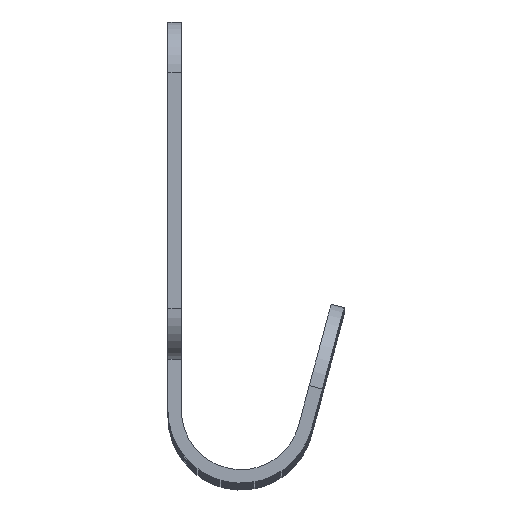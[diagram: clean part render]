
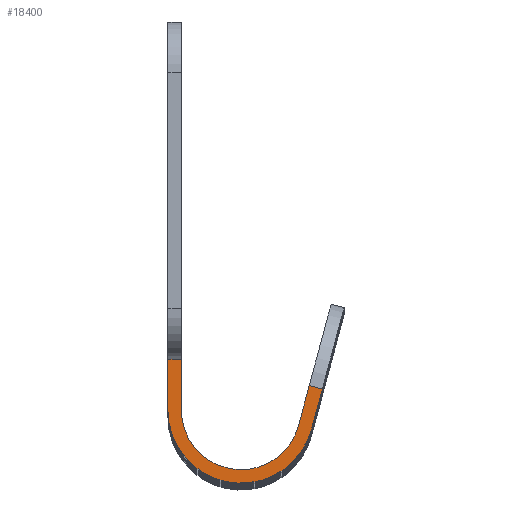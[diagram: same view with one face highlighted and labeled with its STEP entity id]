
A CAD part, top view. The second image highlights one B-rep face of the part: STEP entity #18400.
In plain terms, the highlighted planar face has unit normal (0, 0, 1).
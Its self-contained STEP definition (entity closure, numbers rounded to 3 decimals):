
#5940=CARTESIAN_POINT('',(1.2,6.5,32.5));
#5950=VERTEX_POINT('',#5940);
#5980=CARTESIAN_POINT('',(1.2,0.,32.5));
#5990=DIRECTION('',(0.,-1.,0.));
#6000=VECTOR('',#5990,1.);
#6010=LINE('',#5980,#6000);
#6020=CARTESIAN_POINT('',(1.2,11.,32.5));
#6030=VERTEX_POINT('',#6020);
#6040=EDGE_CURVE('',#6030,#5950,#6010,.T.);
#16210=CARTESIAN_POINT('',(0.,11.,32.5));
#16220=DIRECTION('',(1.,0.,0.));
#16230=VECTOR('',#16220,1.);
#16240=LINE('',#16210,#16230);
#16250=CARTESIAN_POINT('',(0.,11.,32.5));
#16260=VERTEX_POINT('',#16250);
#16270=EDGE_CURVE('',#16260,#6030,#16240,.T.);
#16740=CARTESIAN_POINT('',(12.571,8.678,32.5));
#16750=VERTEX_POINT('',#16740);
#16840=CARTESIAN_POINT('',(13.73,8.367,32.5));
#16850=VERTEX_POINT('',#16840);
#16880=CARTESIAN_POINT('',(0.,12.046,32.5));
#16890=DIRECTION('',(0.966,-0.259,0.));
#16900=VECTOR('',#16890,1.);
#16910=LINE('',#16880,#16900);
#16920=EDGE_CURVE('',#16750,#16850,#16910,.T.);
#17040=CARTESIAN_POINT('',(10.245,0.,32.5));
#17050=DIRECTION('',(0.259,0.966,0.));
#17060=VECTOR('',#17050,1.);
#17070=LINE('',#17040,#17060);
#17080=CARTESIAN_POINT('',(11.619,5.128,32.5));
#17090=VERTEX_POINT('',#17080);
#17100=EDGE_CURVE('',#17090,#16750,#17070,.T.);
#17310=CARTESIAN_POINT('',(12.779,4.818,32.5));
#17320=VERTEX_POINT('',#17310);
#17400=CARTESIAN_POINT('',(0.,6.5,32.5));
#17410=VERTEX_POINT('',#17400);
#17440=CARTESIAN_POINT('',(6.5,6.5,32.5));
#17450=DIRECTION('',(0.,0.,1.));
#17460=DIRECTION('',(1.,0.,0.));
#17470=AXIS2_PLACEMENT_3D('',#17440,#17450,#17460);
#17480=CIRCLE('',#17470,6.5);
#17490=EDGE_CURVE('',#17410,#17320,#17480,.T.);
#18090=CARTESIAN_POINT('',(-18.5,9.,32.5));
#18100=DIRECTION('',(0.,0.,-1.));
#18110=DIRECTION('',(0.,1.,0.));
#18120=AXIS2_PLACEMENT_3D('',#18090,#18100,#18110);
#18130=PLANE('',#18120);
#18140=CARTESIAN_POINT('',(11.488,0.,32.5));
#18150=DIRECTION('',(0.259,0.966,0.));
#18160=VECTOR('',#18150,1.);
#18170=LINE('',#18140,#18160);
#18180=EDGE_CURVE('',#17320,#16850,#18170,.T.);
#18190=ORIENTED_EDGE('',*,*,#18180,.T.);
#18200=ORIENTED_EDGE('',*,*,#17490,.T.);
#18210=CARTESIAN_POINT('',(0.,0.,32.5));
#18220=DIRECTION('',(0.,-1.,0.));
#18230=VECTOR('',#18220,1.);
#18240=LINE('',#18210,#18230);
#18250=EDGE_CURVE('',#16260,#17410,#18240,.T.);
#18260=ORIENTED_EDGE('',*,*,#18250,.T.);
#18270=ORIENTED_EDGE('',*,*,#16270,.F.);
#18280=ORIENTED_EDGE('',*,*,#6040,.F.);
#18290=CARTESIAN_POINT('',(6.5,6.5,32.5));
#18300=DIRECTION('',(0.,0.,1.));
#18310=DIRECTION('',(1.,0.,0.));
#18320=AXIS2_PLACEMENT_3D('',#18290,#18300,#18310);
#18330=CIRCLE('',#18320,5.3);
#18340=EDGE_CURVE('',#5950,#17090,#18330,.T.);
#18350=ORIENTED_EDGE('',*,*,#18340,.F.);
#18360=ORIENTED_EDGE('',*,*,#17100,.F.);
#18370=ORIENTED_EDGE('',*,*,#16920,.F.);
#18380=EDGE_LOOP('',(#18370,#18360,#18350,#18280,#18270,#18260,#18200,
#18190));
#18390=FACE_OUTER_BOUND('',#18380,.T.);
#18400=ADVANCED_FACE('',(#18390),#18130,.F.);
